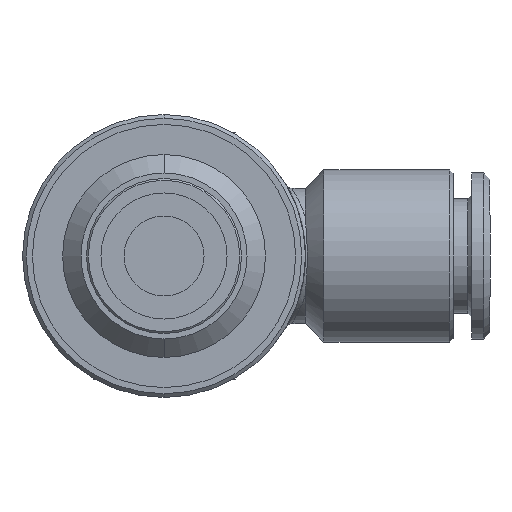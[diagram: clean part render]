
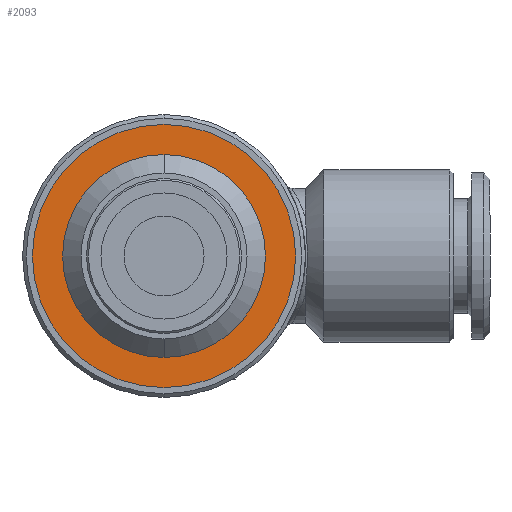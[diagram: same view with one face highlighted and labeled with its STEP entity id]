
A CAD part, front view. The second image highlights one B-rep face of the part: STEP entity #2093.
In plain terms, the highlighted planar face has unit normal (0, -1, 0).
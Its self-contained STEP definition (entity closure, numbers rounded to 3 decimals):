
#143 = AXIS2_PLACEMENT_3D ( 'NONE', #150, #153, #162 ) ;
#150 = CARTESIAN_POINT ( 'NONE',  ( 0., 7.7, 0. ) ) ;
#153 = DIRECTION ( 'NONE',  ( 0., -1., 0. ) ) ;
#156 = CIRCLE ( 'NONE', #143, 8.25 ) ;
#162 = DIRECTION ( 'NONE',  ( 0., 0., -1. ) ) ;
#1177 = AXIS2_PLACEMENT_3D ( 'NONE', #1178, #1181, #1179 ) ;
#1178 = CARTESIAN_POINT ( 'NONE',  ( 0., 7.7, 0. ) ) ;
#1179 = DIRECTION ( 'NONE',  ( 0., 0., -1. ) ) ;
#1180 = CIRCLE ( 'NONE', #1177, 10.7 ) ;
#1181 = DIRECTION ( 'NONE',  ( 0., -1., 0. ) ) ;
#1396 = VERTEX_POINT ( 'NONE', #2638 ) ;
#1451 = EDGE_CURVE ( 'NONE', #1506, #1508, #2756, .T. ) ;
#1496 = EDGE_CURVE ( 'NONE', #1497, #1396, #2825, .T. ) ;
#1497 = VERTEX_POINT ( 'NONE', #2794 ) ;
#1506 = VERTEX_POINT ( 'NONE', #2790 ) ;
#1508 = VERTEX_POINT ( 'NONE', #2819 ) ;
#2085 = EDGE_CURVE ( 'NONE', #1508, #1506, #1180, .T. ) ;
#2086 = ORIENTED_EDGE ( 'NONE', *, *, #2153, .F. ) ;
#2093 = ADVANCED_FACE ( 'NONE', ( #2933, #2921 ), #2990, .T. ) ;
#2095 = EDGE_LOOP ( 'NONE', ( #2132, #2086 ) ) ;
#2096 = ORIENTED_EDGE ( 'NONE', *, *, #1451, .T. ) ;
#2097 = EDGE_LOOP ( 'NONE', ( #2096, #2149 ) ) ;
#2132 = ORIENTED_EDGE ( 'NONE', *, *, #1496, .F. ) ;
#2149 = ORIENTED_EDGE ( 'NONE', *, *, #2085, .T. ) ;
#2153 = EDGE_CURVE ( 'NONE', #1396, #1497, #156, .T. ) ;
#2638 = CARTESIAN_POINT ( 'NONE',  ( 0., 7.7, 8.25 ) ) ;
#2727 = DIRECTION ( 'NONE',  ( 0., 0., -1. ) ) ;
#2728 = DIRECTION ( 'NONE',  ( 0., -1., 0. ) ) ;
#2729 = CARTESIAN_POINT ( 'NONE',  ( 0., 7.7, 0. ) ) ;
#2755 = AXIS2_PLACEMENT_3D ( 'NONE', #2729, #2728, #2727 ) ;
#2756 = CIRCLE ( 'NONE', #2755, 10.7 ) ;
#2790 = CARTESIAN_POINT ( 'NONE',  ( 0., 7.7, -10.7 ) ) ;
#2794 = CARTESIAN_POINT ( 'NONE',  ( 0., 7.7, -8.25 ) ) ;
#2795 = DIRECTION ( 'NONE',  ( 0., 0., -1. ) ) ;
#2819 = CARTESIAN_POINT ( 'NONE',  ( 0., 7.7, 10.7 ) ) ;
#2822 = DIRECTION ( 'NONE',  ( 0., -1., 0. ) ) ;
#2823 = CARTESIAN_POINT ( 'NONE',  ( 0., 7.7, 0. ) ) ;
#2824 = AXIS2_PLACEMENT_3D ( 'NONE', #2823, #2822, #2795 ) ;
#2825 = CIRCLE ( 'NONE', #2824, 8.25 ) ;
#2921 = FACE_OUTER_BOUND ( 'NONE', #2097, .T. ) ;
#2933 = FACE_BOUND ( 'NONE', #2095, .T. ) ;
#2938 = DIRECTION ( 'NONE',  ( 0., -1., 0. ) ) ;
#2945 = DIRECTION ( 'NONE',  ( 0., 0., -1. ) ) ;
#2953 = CARTESIAN_POINT ( 'NONE',  ( 6.75, 7.7, 0. ) ) ;
#2973 = AXIS2_PLACEMENT_3D ( 'NONE', #2953, #2938, #2945 ) ;
#2990 = PLANE ( 'NONE',  #2973 ) ;
